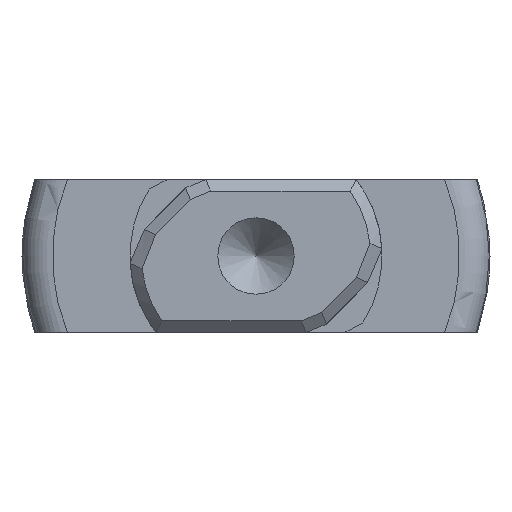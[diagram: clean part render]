
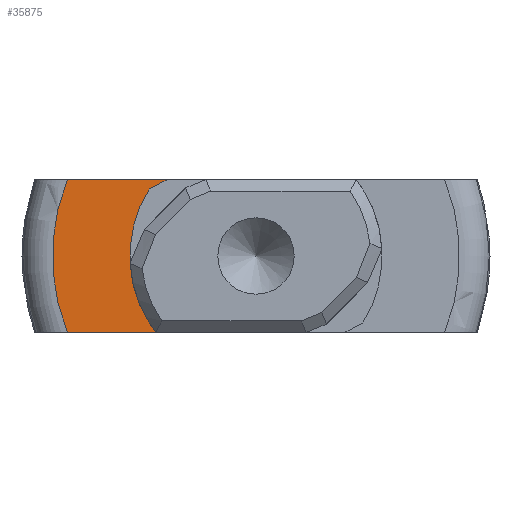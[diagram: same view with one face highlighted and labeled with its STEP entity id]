
A CAD part, left-side view. The second image highlights one B-rep face of the part: STEP entity #35875.
In plain terms, the highlighted planar face has unit normal (-1, 0, 0).
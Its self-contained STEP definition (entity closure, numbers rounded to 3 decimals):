
#722 = PLANE('',#723);
#723 = AXIS2_PLACEMENT_3D('',#724,#725,#726);
#724 = CARTESIAN_POINT('',(-6.25,-6.25,2.));
#725 = DIRECTION('',(0.,0.,1.));
#726 = DIRECTION('',(0.,1.,0.));
#14571 = VERTEX_POINT('',#14572);
#14572 = CARTESIAN_POINT('',(0.,4.94,2.));
#14606 = TOROIDAL_SURFACE('',#14607,5.329,0.8);
#14607 = AXIS2_PLACEMENT_3D('',#14608,#14609,#14610);
#14608 = CARTESIAN_POINT('',(0.8,0.,0.));
#14609 = DIRECTION('',(1.,0.,0.));
#14610 = DIRECTION('',(0.,0.,-1.));
#14640 = EDGE_CURVE('',#14571,#14641,#14643,.T.);
#14641 = VERTEX_POINT('',#14642);
#14642 = CARTESIAN_POINT('',(0.,2.327,2.));
#14643 = SURFACE_CURVE('',#14644,(#14648,#14655),.PCURVE_S1.);
#14644 = LINE('',#14645,#14646);
#14645 = CARTESIAN_POINT('',(0.,5.79,2.));
#14646 = VECTOR('',#14647,1.);
#14647 = DIRECTION('',(0.,-1.,0.));
#14648 = PCURVE('',#722,#14649);
#14649 = DEFINITIONAL_REPRESENTATION('',(#14650),#14654);
#14650 = LINE('',#14651,#14652);
#14651 = CARTESIAN_POINT('',(12.04,-6.25));
#14652 = VECTOR('',#14653,1.);
#14653 = DIRECTION('',(-1.,-0.));
#14654 = ( GEOMETRIC_REPRESENTATION_CONTEXT(2) 
PARAMETRIC_REPRESENTATION_CONTEXT() REPRESENTATION_CONTEXT('2D SPACE',''
  ) );
#14655 = PCURVE('',#14656,#14661);
#14656 = PLANE('',#14657);
#14657 = AXIS2_PLACEMENT_3D('',#14658,#14659,#14660);
#14658 = CARTESIAN_POINT('',(0.,5.329,
    0.));
#14659 = DIRECTION('',(-1.,0.,0.));
#14660 = DIRECTION('',(0.,0.,1.));
#14661 = DEFINITIONAL_REPRESENTATION('',(#14662),#14666);
#14662 = LINE('',#14663,#14664);
#14663 = CARTESIAN_POINT('',(2.,0.46));
#14664 = VECTOR('',#14665,1.);
#14665 = DIRECTION('',(0.,-1.));
#14666 = ( GEOMETRIC_REPRESENTATION_CONTEXT(2) 
PARAMETRIC_REPRESENTATION_CONTEXT() REPRESENTATION_CONTEXT('2D SPACE',''
  ) );
#14684 = PLANE('',#14685);
#14685 = AXIS2_PLACEMENT_3D('',#14686,#14687,#14688);
#14686 = CARTESIAN_POINT('',(-52.375,2.561,1.878));
#14687 = DIRECTION('',(0.,0.464,0.886
    ));
#14688 = DIRECTION('',(1.,0.,0.));
#32053 = PLANE('',#32054);
#32054 = AXIS2_PLACEMENT_3D('',#32055,#32056,#32057);
#32055 = CARTESIAN_POINT('',(-6.25,6.25,-2.));
#32056 = DIRECTION('',(0.,0.,-1.));
#32057 = DIRECTION('',(0.,-1.,0.));
#34150 = PLANE('',#34151);
#34151 = AXIS2_PLACEMENT_3D('',#34152,#34153,#34154);
#34152 = CARTESIAN_POINT('',(-52.375,2.561,-1.878));
#34153 = DIRECTION('',(0.,0.464,
    -0.886));
#34154 = DIRECTION('',(-1.,0.,0.));
#34170 = VERTEX_POINT('',#34171);
#34171 = CARTESIAN_POINT('',(0.,2.795,
    -1.755));
#34185 = CYLINDRICAL_SURFACE('',#34186,3.3);
#34186 = AXIS2_PLACEMENT_3D('',#34187,#34188,#34189);
#34187 = CARTESIAN_POINT('',(-52.375,0.,
    0.));
#34188 = DIRECTION('',(1.,0.,0.));
#34189 = DIRECTION('',(0.,1.,0.));
#34197 = EDGE_CURVE('',#34198,#34170,#34200,.T.);
#34198 = VERTEX_POINT('',#34199);
#34199 = CARTESIAN_POINT('',(0.,2.327,-2.));
#34200 = SURFACE_CURVE('',#34201,(#34205,#34212),.PCURVE_S1.);
#34201 = LINE('',#34202,#34203);
#34202 = CARTESIAN_POINT('',(0.,4.033,-1.107));
#34203 = VECTOR('',#34204,1.);
#34204 = DIRECTION('',(0.,0.886,0.464)
  );
#34205 = PCURVE('',#34150,#34206);
#34206 = DEFINITIONAL_REPRESENTATION('',(#34207),#34211);
#34207 = LINE('',#34208,#34209);
#34208 = CARTESIAN_POINT('',(-52.375,1.662));
#34209 = VECTOR('',#34210,1.);
#34210 = DIRECTION('',(0.,1.));
#34211 = ( GEOMETRIC_REPRESENTATION_CONTEXT(2) 
PARAMETRIC_REPRESENTATION_CONTEXT() REPRESENTATION_CONTEXT('2D SPACE',''
  ) );
#34212 = PCURVE('',#14656,#34213);
#34213 = DEFINITIONAL_REPRESENTATION('',(#34214),#34218);
#34214 = LINE('',#34215,#34216);
#34215 = CARTESIAN_POINT('',(-1.107,-1.296));
#34216 = VECTOR('',#34217,1.);
#34217 = DIRECTION('',(0.464,0.886));
#34218 = ( GEOMETRIC_REPRESENTATION_CONTEXT(2) 
PARAMETRIC_REPRESENTATION_CONTEXT() REPRESENTATION_CONTEXT('2D SPACE',''
  ) );
#34706 = EDGE_CURVE('',#34198,#34707,#34709,.T.);
#34707 = VERTEX_POINT('',#34708);
#34708 = CARTESIAN_POINT('',(0.,4.94,-2.));
#34709 = SURFACE_CURVE('',#34710,(#34714,#34721),.PCURVE_S1.);
#34710 = LINE('',#34711,#34712);
#34711 = CARTESIAN_POINT('',(0.,-0.46,-2.));
#34712 = VECTOR('',#34713,1.);
#34713 = DIRECTION('',(0.,1.,0.));
#34714 = PCURVE('',#32053,#34715);
#34715 = DEFINITIONAL_REPRESENTATION('',(#34716),#34720);
#34716 = LINE('',#34717,#34718);
#34717 = CARTESIAN_POINT('',(6.71,-6.25));
#34718 = VECTOR('',#34719,1.);
#34719 = DIRECTION('',(-1.,-0.));
#34720 = ( GEOMETRIC_REPRESENTATION_CONTEXT(2) 
PARAMETRIC_REPRESENTATION_CONTEXT() REPRESENTATION_CONTEXT('2D SPACE',''
  ) );
#34721 = PCURVE('',#14656,#34722);
#34722 = DEFINITIONAL_REPRESENTATION('',(#34723),#34727);
#34723 = LINE('',#34724,#34725);
#34724 = CARTESIAN_POINT('',(-2.,-5.79));
#34725 = VECTOR('',#34726,1.);
#34726 = DIRECTION('',(0.,1.));
#34727 = ( GEOMETRIC_REPRESENTATION_CONTEXT(2) 
PARAMETRIC_REPRESENTATION_CONTEXT() REPRESENTATION_CONTEXT('2D SPACE',''
  ) );
#35350 = EDGE_CURVE('',#35351,#14641,#35353,.T.);
#35351 = VERTEX_POINT('',#35352);
#35352 = CARTESIAN_POINT('',(0.,2.795,
    1.755));
#35353 = SURFACE_CURVE('',#35354,(#35358,#35365),.PCURVE_S1.);
#35354 = LINE('',#35355,#35356);
#35355 = CARTESIAN_POINT('',(0.,4.033,1.107));
#35356 = VECTOR('',#35357,1.);
#35357 = DIRECTION('',(0.,-0.886,0.464
    ));
#35358 = PCURVE('',#14684,#35359);
#35359 = DEFINITIONAL_REPRESENTATION('',(#35360),#35364);
#35360 = LINE('',#35361,#35362);
#35361 = CARTESIAN_POINT('',(52.375,1.662));
#35362 = VECTOR('',#35363,1.);
#35363 = DIRECTION('',(0.,-1.));
#35364 = ( GEOMETRIC_REPRESENTATION_CONTEXT(2) 
PARAMETRIC_REPRESENTATION_CONTEXT() REPRESENTATION_CONTEXT('2D SPACE',''
  ) );
#35365 = PCURVE('',#14656,#35366);
#35366 = DEFINITIONAL_REPRESENTATION('',(#35367),#35371);
#35367 = LINE('',#35368,#35369);
#35368 = CARTESIAN_POINT('',(1.107,-1.296));
#35369 = VECTOR('',#35370,1.);
#35370 = DIRECTION('',(0.464,-0.886));
#35371 = ( GEOMETRIC_REPRESENTATION_CONTEXT(2) 
PARAMETRIC_REPRESENTATION_CONTEXT() REPRESENTATION_CONTEXT('2D SPACE',''
  ) );
#35400 = EDGE_CURVE('',#34170,#35351,#35401,.T.);
#35401 = SURFACE_CURVE('',#35402,(#35407,#35414),.PCURVE_S1.);
#35402 = CIRCLE('',#35403,3.3);
#35403 = AXIS2_PLACEMENT_3D('',#35404,#35405,#35406);
#35404 = CARTESIAN_POINT('',(0.,0.,
    0.));
#35405 = DIRECTION('',(1.,0.,0.));
#35406 = DIRECTION('',(0.,0.,1.));
#35407 = PCURVE('',#34185,#35408);
#35408 = DEFINITIONAL_REPRESENTATION('',(#35409),#35413);
#35409 = LINE('',#35410,#35411);
#35410 = CARTESIAN_POINT('',(1.571,52.375));
#35411 = VECTOR('',#35412,1.);
#35412 = DIRECTION('',(1.,0.));
#35413 = ( GEOMETRIC_REPRESENTATION_CONTEXT(2) 
PARAMETRIC_REPRESENTATION_CONTEXT() REPRESENTATION_CONTEXT('2D SPACE',''
  ) );
#35414 = PCURVE('',#14656,#35415);
#35415 = DEFINITIONAL_REPRESENTATION('',(#35416),#35424);
#35416 = ( BOUNDED_CURVE() B_SPLINE_CURVE(2,(#35417,#35418,#35419,#35420
    ,#35421,#35422,#35423),.UNSPECIFIED.,.T.,.F.) 
B_SPLINE_CURVE_WITH_KNOTS((1,2,2,2,2,1),(-2.094,0.,
    2.094,4.189,6.283,8.378),
.UNSPECIFIED.) CURVE() GEOMETRIC_REPRESENTATION_ITEM() 
RATIONAL_B_SPLINE_CURVE((1.,0.5,1.,0.5,1.,0.5,1.)) REPRESENTATION_ITEM(
  '') );
#35417 = CARTESIAN_POINT('',(3.3,-5.329));
#35418 = CARTESIAN_POINT('',(3.3,-11.045));
#35419 = CARTESIAN_POINT('',(-1.65,-8.187));
#35420 = CARTESIAN_POINT('',(-6.6,-5.329));
#35421 = CARTESIAN_POINT('',(-1.65,-2.471));
#35422 = CARTESIAN_POINT('',(3.3,0.387));
#35423 = CARTESIAN_POINT('',(3.3,-5.329));
#35424 = ( GEOMETRIC_REPRESENTATION_CONTEXT(2) 
PARAMETRIC_REPRESENTATION_CONTEXT() REPRESENTATION_CONTEXT('2D SPACE',''
  ) );
#35875 = ADVANCED_FACE('',(#35876),#14656,.T.);
#35876 = FACE_BOUND('',#35877,.T.);
#35877 = EDGE_LOOP('',(#35878,#35879,#35880,#35881,#35907,#35908));
#35878 = ORIENTED_EDGE('',*,*,#35400,.T.);
#35879 = ORIENTED_EDGE('',*,*,#35350,.T.);
#35880 = ORIENTED_EDGE('',*,*,#14640,.F.);
#35881 = ORIENTED_EDGE('',*,*,#35882,.F.);
#35882 = EDGE_CURVE('',#34707,#14571,#35883,.T.);
#35883 = SURFACE_CURVE('',#35884,(#35889,#35900),.PCURVE_S1.);
#35884 = CIRCLE('',#35885,5.329);
#35885 = AXIS2_PLACEMENT_3D('',#35886,#35887,#35888);
#35886 = CARTESIAN_POINT('',(0.,0.,0.)
  );
#35887 = DIRECTION('',(1.,0.,0.));
#35888 = DIRECTION('',(0.,0.,1.));
#35889 = PCURVE('',#14656,#35890);
#35890 = DEFINITIONAL_REPRESENTATION('',(#35891),#35899);
#35891 = ( BOUNDED_CURVE() B_SPLINE_CURVE(2,(#35892,#35893,#35894,#35895
    ,#35896,#35897,#35898),.UNSPECIFIED.,.T.,.F.) 
B_SPLINE_CURVE_WITH_KNOTS((1,2,2,2,2,1),(-2.094,0.,
    2.094,4.189,6.283,8.378),
.UNSPECIFIED.) CURVE() GEOMETRIC_REPRESENTATION_ITEM() 
RATIONAL_B_SPLINE_CURVE((1.,0.5,1.,0.5,1.,0.5,1.)) REPRESENTATION_ITEM(
  '') );
#35892 = CARTESIAN_POINT('',(5.329,-5.329));
#35893 = CARTESIAN_POINT('',(5.329,-14.56));
#35894 = CARTESIAN_POINT('',(-2.665,-9.945));
#35895 = CARTESIAN_POINT('',(-10.659,-5.329));
#35896 = CARTESIAN_POINT('',(-2.665,-0.714));
#35897 = CARTESIAN_POINT('',(5.329,3.901));
#35898 = CARTESIAN_POINT('',(5.329,-5.329));
#35899 = ( GEOMETRIC_REPRESENTATION_CONTEXT(2) 
PARAMETRIC_REPRESENTATION_CONTEXT() REPRESENTATION_CONTEXT('2D SPACE',''
  ) );
#35900 = PCURVE('',#14606,#35901);
#35901 = DEFINITIONAL_REPRESENTATION('',(#35902),#35906);
#35902 = LINE('',#35903,#35904);
#35903 = CARTESIAN_POINT('',(-3.142,4.712));
#35904 = VECTOR('',#35905,1.);
#35905 = DIRECTION('',(1.,0.));
#35906 = ( GEOMETRIC_REPRESENTATION_CONTEXT(2) 
PARAMETRIC_REPRESENTATION_CONTEXT() REPRESENTATION_CONTEXT('2D SPACE',''
  ) );
#35907 = ORIENTED_EDGE('',*,*,#34706,.F.);
#35908 = ORIENTED_EDGE('',*,*,#34197,.T.);
